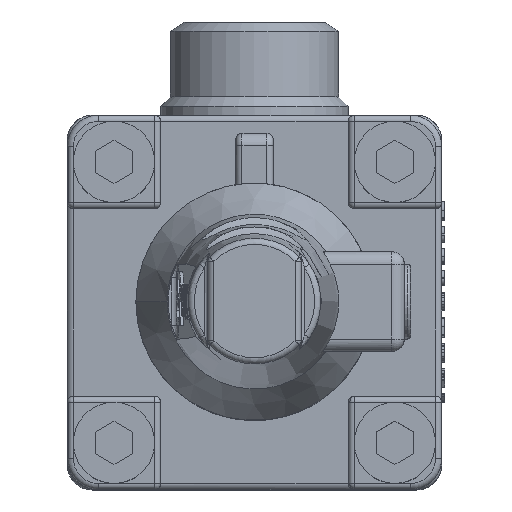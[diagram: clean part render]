
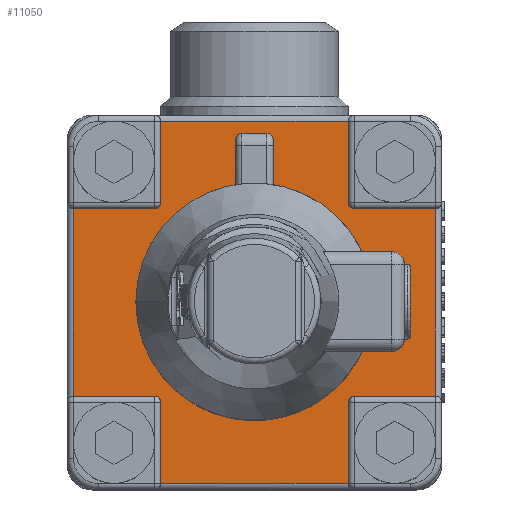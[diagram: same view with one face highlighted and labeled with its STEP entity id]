
A CAD part, top view. The second image highlights one B-rep face of the part: STEP entity #11050.
In plain terms, the highlighted planar face has unit normal (0, 0, 1).
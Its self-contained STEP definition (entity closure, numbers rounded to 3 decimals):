
#10634=CARTESIAN_POINT('',(15.,-16.,53.));
#10635=VERTEX_POINT('',#10634);
#10642=CARTESIAN_POINT('',(15.,-29.,53.));
#10643=VERTEX_POINT('',#10642);
#10644=CARTESIAN_POINT('',(15.,-16.,53.));
#10645=DIRECTION('',(-0.,-1.,-0.));
#10646=VECTOR('',#10645,13.);
#10647=LINE('',#10644,#10646);
#10648=EDGE_CURVE('',#10635,#10643,#10647,.T.);
#10674=CARTESIAN_POINT('',(29.,-15.,53.));
#10675=VERTEX_POINT('',#10674);
#10682=CARTESIAN_POINT('',(16.,-15.,53.));
#10683=VERTEX_POINT('',#10682);
#10684=CARTESIAN_POINT('',(29.,-15.,53.));
#10685=DIRECTION('',(-1.,0.,0.));
#10686=VECTOR('',#10685,13.);
#10687=LINE('',#10684,#10686);
#10688=EDGE_CURVE('',#10675,#10683,#10687,.T.);
#10714=CARTESIAN_POINT('',(16.,15.,53.));
#10715=VERTEX_POINT('',#10714);
#10722=CARTESIAN_POINT('',(29.,15.,53.));
#10723=VERTEX_POINT('',#10722);
#10724=CARTESIAN_POINT('',(16.,15.,53.));
#10725=DIRECTION('',(1.,0.,-0.));
#10726=VECTOR('',#10725,13.);
#10727=LINE('',#10724,#10726);
#10728=EDGE_CURVE('',#10715,#10723,#10727,.T.);
#10754=CARTESIAN_POINT('',(15.,29.,53.));
#10755=VERTEX_POINT('',#10754);
#10762=CARTESIAN_POINT('',(15.,16.,53.));
#10763=VERTEX_POINT('',#10762);
#10764=CARTESIAN_POINT('',(15.,29.,53.));
#10765=DIRECTION('',(-0.,-1.,-0.));
#10766=VECTOR('',#10765,13.);
#10767=LINE('',#10764,#10766);
#10768=EDGE_CURVE('',#10755,#10763,#10767,.T.);
#10794=CARTESIAN_POINT('',(-15.,16.,53.));
#10795=VERTEX_POINT('',#10794);
#10802=CARTESIAN_POINT('',(-15.,29.,53.));
#10803=VERTEX_POINT('',#10802);
#10804=CARTESIAN_POINT('',(-15.,16.,53.));
#10805=DIRECTION('',(0.,1.,0.));
#10806=VECTOR('',#10805,13.);
#10807=LINE('',#10804,#10806);
#10808=EDGE_CURVE('',#10795,#10803,#10807,.T.);
#10834=CARTESIAN_POINT('',(-29.,15.,53.));
#10835=VERTEX_POINT('',#10834);
#10842=CARTESIAN_POINT('',(-16.,15.,53.));
#10843=VERTEX_POINT('',#10842);
#10844=CARTESIAN_POINT('',(-29.,15.,53.));
#10845=DIRECTION('',(1.,0.,-0.));
#10846=VECTOR('',#10845,13.);
#10847=LINE('',#10844,#10846);
#10848=EDGE_CURVE('',#10835,#10843,#10847,.T.);
#10874=CARTESIAN_POINT('',(-16.,-15.,53.));
#10875=VERTEX_POINT('',#10874);
#10882=CARTESIAN_POINT('',(-29.,-15.,53.));
#10883=VERTEX_POINT('',#10882);
#10884=CARTESIAN_POINT('',(-16.,-15.,53.));
#10885=DIRECTION('',(-1.,0.,0.));
#10886=VECTOR('',#10885,13.);
#10887=LINE('',#10884,#10886);
#10888=EDGE_CURVE('',#10875,#10883,#10887,.T.);
#10914=CARTESIAN_POINT('',(-15.,-29.,53.));
#10915=VERTEX_POINT('',#10914);
#10922=CARTESIAN_POINT('',(-15.,-16.,53.));
#10923=VERTEX_POINT('',#10922);
#10924=CARTESIAN_POINT('',(-15.,-29.,53.));
#10925=DIRECTION('',(0.,1.,0.));
#10926=VECTOR('',#10925,13.);
#10927=LINE('',#10924,#10926);
#10928=EDGE_CURVE('',#10915,#10923,#10927,.T.);
#10972=CARTESIAN_POINT('',(0.,0.,53.));
#10973=DIRECTION('',(0.,0.,1.));
#10974=DIRECTION('',(-1.,0.,0.));
#10975=AXIS2_PLACEMENT_3D('',#10972,#10973,#10974);
#10976=PLANE('',#10975);
#10977=CARTESIAN_POINT('',(17.,-0.,53.));
#10978=VERTEX_POINT('',#10977);
#10979=CARTESIAN_POINT('',(0.,0.,53.));
#10980=DIRECTION('',(-0.,-0.,-1.));
#10981=DIRECTION('',(1.,0.,-0.));
#10982=AXIS2_PLACEMENT_3D('',#10979,#10980,#10981);
#10983=CIRCLE('',#10982,17.);
#10984=EDGE_CURVE('',#10978,#10978,#10983,.T.);
#10985=ORIENTED_EDGE('',*,*,#10984,.T.);
#10986=EDGE_LOOP('',(#10985));
#10987=FACE_BOUND('',#10986,.T.);
#10988=ORIENTED_EDGE('',*,*,#10848,.F.);
#10989=CARTESIAN_POINT('',(-29.,15.,53.));
#10990=DIRECTION('',(0.,-1.,0.));
#10991=VECTOR('',#10990,30.);
#10992=LINE('',#10989,#10991);
#10993=EDGE_CURVE('',#10835,#10883,#10992,.T.);
#10994=ORIENTED_EDGE('',*,*,#10993,.T.);
#10995=ORIENTED_EDGE('',*,*,#10888,.F.);
#10996=CARTESIAN_POINT('',(-16.,-16.,53.));
#10997=DIRECTION('',(-0.,-0.,-1.));
#10998=DIRECTION('',(1.,0.,-0.));
#10999=AXIS2_PLACEMENT_3D('',#10996,#10997,#10998);
#11000=CIRCLE('',#10999,1.);
#11001=EDGE_CURVE('',#10875,#10923,#11000,.T.);
#11002=ORIENTED_EDGE('',*,*,#11001,.T.);
#11003=ORIENTED_EDGE('',*,*,#10928,.F.);
#11004=CARTESIAN_POINT('',(-15.,-29.,53.));
#11005=DIRECTION('',(1.,-0.,-0.));
#11006=VECTOR('',#11005,30.);
#11007=LINE('',#11004,#11006);
#11008=EDGE_CURVE('',#10915,#10643,#11007,.T.);
#11009=ORIENTED_EDGE('',*,*,#11008,.T.);
#11010=ORIENTED_EDGE('',*,*,#10648,.F.);
#11011=CARTESIAN_POINT('',(16.,-16.,53.));
#11012=DIRECTION('',(-0.,-0.,-1.));
#11013=DIRECTION('',(1.,0.,-0.));
#11014=AXIS2_PLACEMENT_3D('',#11011,#11012,#11013);
#11015=CIRCLE('',#11014,1.);
#11016=EDGE_CURVE('',#10635,#10683,#11015,.T.);
#11017=ORIENTED_EDGE('',*,*,#11016,.T.);
#11018=ORIENTED_EDGE('',*,*,#10688,.F.);
#11019=CARTESIAN_POINT('',(29.,-15.,53.));
#11020=DIRECTION('',(-0.,1.,-0.));
#11021=VECTOR('',#11020,30.);
#11022=LINE('',#11019,#11021);
#11023=EDGE_CURVE('',#10675,#10723,#11022,.T.);
#11024=ORIENTED_EDGE('',*,*,#11023,.T.);
#11025=ORIENTED_EDGE('',*,*,#10728,.F.);
#11026=CARTESIAN_POINT('',(16.,16.,53.));
#11027=DIRECTION('',(-0.,-0.,-1.));
#11028=DIRECTION('',(1.,0.,-0.));
#11029=AXIS2_PLACEMENT_3D('',#11026,#11027,#11028);
#11030=CIRCLE('',#11029,1.);
#11031=EDGE_CURVE('',#10715,#10763,#11030,.T.);
#11032=ORIENTED_EDGE('',*,*,#11031,.T.);
#11033=ORIENTED_EDGE('',*,*,#10768,.F.);
#11034=CARTESIAN_POINT('',(15.,29.,53.));
#11035=DIRECTION('',(-1.,0.,0.));
#11036=VECTOR('',#11035,30.);
#11037=LINE('',#11034,#11036);
#11038=EDGE_CURVE('',#10755,#10803,#11037,.T.);
#11039=ORIENTED_EDGE('',*,*,#11038,.T.);
#11040=ORIENTED_EDGE('',*,*,#10808,.F.);
#11041=CARTESIAN_POINT('',(-16.,16.,53.));
#11042=DIRECTION('',(-0.,-0.,-1.));
#11043=DIRECTION('',(1.,0.,-0.));
#11044=AXIS2_PLACEMENT_3D('',#11041,#11042,#11043);
#11045=CIRCLE('',#11044,1.);
#11046=EDGE_CURVE('',#10795,#10843,#11045,.T.);
#11047=ORIENTED_EDGE('',*,*,#11046,.T.);
#11048=EDGE_LOOP('',(#10988,#10994,#10995,#11002,#11003,#11009,#11010,#11017,#11018,#11024,#11025,#11032,#11033,#11039,#11040,#11047));
#11049=FACE_BOUND('',#11048,.T.);
#11050=ADVANCED_FACE('',(#10987,#11049),#10976,.T.);
